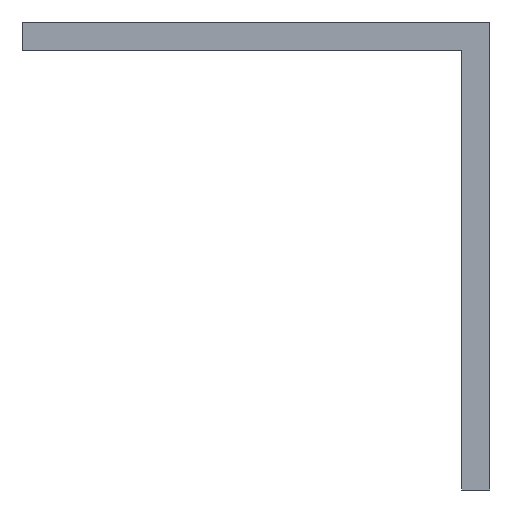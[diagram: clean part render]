
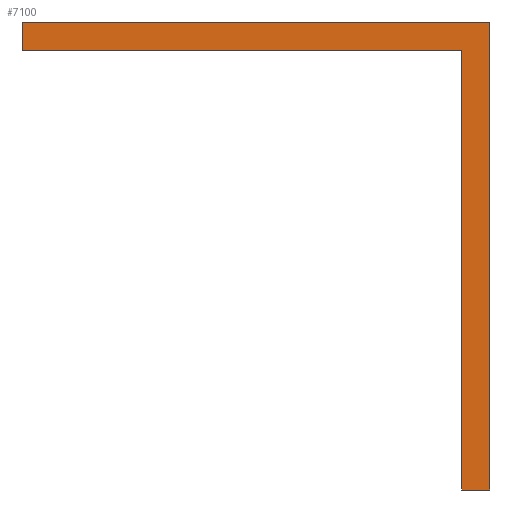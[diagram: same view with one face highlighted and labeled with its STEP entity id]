
A CAD part, front view. The second image highlights one B-rep face of the part: STEP entity #7100.
In plain terms, the highlighted planar face has unit normal (0, -1, 0).
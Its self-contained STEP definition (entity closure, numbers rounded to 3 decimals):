
#151 = LINE ( 'NONE', #5326, #3912 ) ;
#464 = LINE ( 'NONE', #7149, #3694 ) ;
#708 = DIRECTION ( 'NONE',  ( -1., 0., 0. ) ) ;
#790 = CARTESIAN_POINT ( 'NONE',  ( 0., -350., 0. ) ) ;
#817 = ORIENTED_EDGE ( 'NONE', *, *, #923, .T. ) ;
#923 = EDGE_CURVE ( 'NONE', #3875, #2811, #2664, .T. ) ;
#1098 = DIRECTION ( 'NONE',  ( 0., 0., -1. ) ) ;
#1134 = CARTESIAN_POINT ( 'NONE',  ( -25., -350., 0. ) ) ;
#1216 = DIRECTION ( 'NONE',  ( -1., 0., 0. ) ) ;
#1220 = DIRECTION ( 'NONE',  ( 0., -1., 0. ) ) ;
#1238 = CARTESIAN_POINT ( 'NONE',  ( 0., -350., 0. ) ) ;
#1243 = PLANE ( 'NONE',  #4311 ) ;
#2033 = EDGE_CURVE ( 'NONE', #2328, #6555, #464, .T. ) ;
#2328 = VERTEX_POINT ( 'NONE', #6210 ) ;
#2433 = VECTOR ( 'NONE', #5030, 1000. ) ;
#2644 = VECTOR ( 'NONE', #708, 1000. ) ;
#2662 = EDGE_CURVE ( 'NONE', #5580, #6460, #151, .T. ) ;
#2664 = LINE ( 'NONE', #790, #2644 ) ;
#2699 = EDGE_CURVE ( 'NONE', #6555, #3875, #3500, .T. ) ;
#2782 = EDGE_CURVE ( 'NONE', #2328, #5580, #7076, .T. ) ;
#2811 = VERTEX_POINT ( 'NONE', #4952 ) ;
#2886 = FACE_OUTER_BOUND ( 'NONE', #7376, .T. ) ;
#3110 = CARTESIAN_POINT ( 'NONE',  ( 0., -350., 0. ) ) ;
#3113 = ORIENTED_EDGE ( 'NONE', *, *, #2699, .T. ) ;
#3500 = LINE ( 'NONE', #5245, #7881 ) ;
#3694 = VECTOR ( 'NONE', #7120, 1000. ) ;
#3875 = VERTEX_POINT ( 'NONE', #3110 ) ;
#3912 = VECTOR ( 'NONE', #5304, 1000. ) ;
#4127 = CARTESIAN_POINT ( 'NONE',  ( 0., -350., -25. ) ) ;
#4311 = AXIS2_PLACEMENT_3D ( 'NONE', #1238, #1220, #1216 ) ;
#4664 = ORIENTED_EDGE ( 'NONE', *, *, #2033, .T. ) ;
#4675 = EDGE_CURVE ( 'NONE', #2811, #6460, #7629, .T. ) ;
#4819 = CARTESIAN_POINT ( 'NONE',  ( -25., -350., -1.5 ) ) ;
#4952 = CARTESIAN_POINT ( 'NONE',  ( -25., -350., 0. ) ) ;
#5030 = DIRECTION ( 'NONE',  ( 0., 0., 1. ) ) ;
#5052 = CARTESIAN_POINT ( 'NONE',  ( -1.5, -350., -25. ) ) ;
#5174 = CARTESIAN_POINT ( 'NONE',  ( -1.5, -350., -1.5 ) ) ;
#5236 = DIRECTION ( 'NONE',  ( 0., 0., 1. ) ) ;
#5245 = CARTESIAN_POINT ( 'NONE',  ( 0., -350., -25. ) ) ;
#5304 = DIRECTION ( 'NONE',  ( -1., 0., 0. ) ) ;
#5326 = CARTESIAN_POINT ( 'NONE',  ( 0., -350., -1.5 ) ) ;
#5580 = VERTEX_POINT ( 'NONE', #5174 ) ;
#6210 = CARTESIAN_POINT ( 'NONE',  ( -1.5, -350., -25. ) ) ;
#6460 = VERTEX_POINT ( 'NONE', #4819 ) ;
#6555 = VERTEX_POINT ( 'NONE', #4127 ) ;
#6870 = ORIENTED_EDGE ( 'NONE', *, *, #2662, .F. ) ;
#6913 = ORIENTED_EDGE ( 'NONE', *, *, #4675, .T. ) ;
#7076 = LINE ( 'NONE', #5052, #2433 ) ;
#7100 = ADVANCED_FACE ( 'NONE', ( #2886 ), #1243, .T. ) ;
#7120 = DIRECTION ( 'NONE',  ( 1., 0., 0. ) ) ;
#7149 = CARTESIAN_POINT ( 'NONE',  ( -1.5, -350., -25. ) ) ;
#7175 = ORIENTED_EDGE ( 'NONE', *, *, #2782, .F. ) ;
#7376 = EDGE_LOOP ( 'NONE', ( #6870, #7175, #4664, #3113, #817, #6913 ) ) ;
#7615 = VECTOR ( 'NONE', #1098, 1000. ) ;
#7629 = LINE ( 'NONE', #1134, #7615 ) ;
#7881 = VECTOR ( 'NONE', #5236, 1000. ) ;
